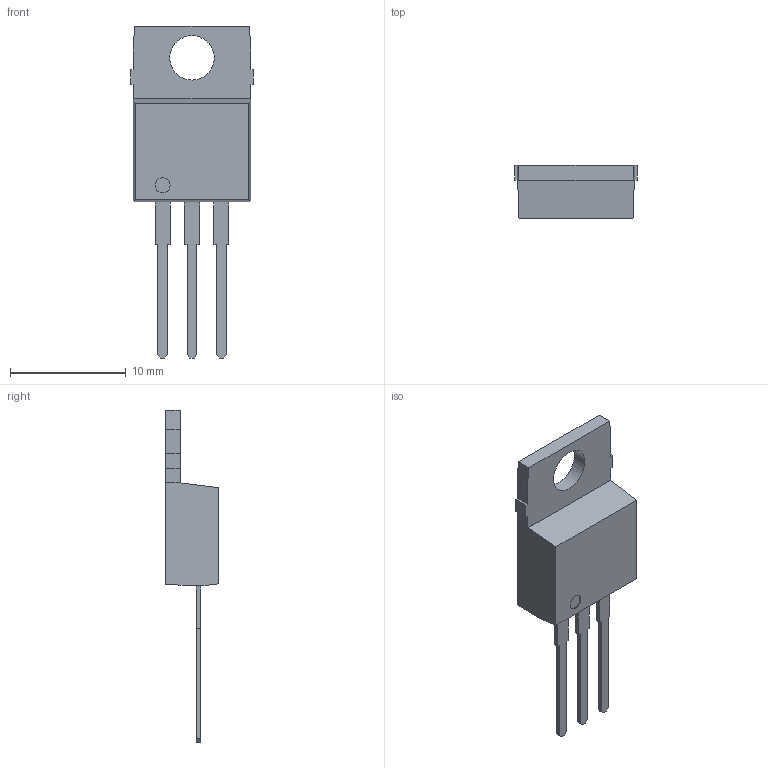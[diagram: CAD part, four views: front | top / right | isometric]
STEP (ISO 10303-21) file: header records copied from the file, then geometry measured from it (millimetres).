
FILE_DESCRIPTION((''),'2;1');
FILE_NAME('NEB0003F_ASM','2017-12-14T13:14:02',('a0412086'),(''),'CREO PARAMETRIC BY PTC INC, 2017260','CREO PARAMETRIC BY PTC INC, 2017260','');
FILE_SCHEMA(('AUTOMOTIVE_DESIGN { 1 0 10303 214 1 1 1 1 }'));
Length unit declared in the file: millimetre
Products named in the file (4): BODY-TO-220; LEAD-TO220; HEATSINK-TO-220; NEB0003F_ASM
Assembly tree (5 placements, depth 2):
  NEB0003F_ASM
    BODY-TO-220
    LEAD-TO220  x3
    HEATSINK-TO-220
Bounding box: 10.59 x 4.57 x 28.66 mm (x, y, z)
Volume: 477.9 mm3; surface area: 749 mm2
Topology: 5 solids, 5 shells, 83 faces, 214 edges, 142 vertices
Faces by surface type: plane 79, cylinder 4
Entity records: 2721 total; most frequent: CARTESIAN_POINT 372, DIRECTION 350, ORIENTED_EDGE 308, PRESENTATION_STYLE_ASSIGNMENT 157, STYLED_ITEM 157, CURVE_STYLE 154, EDGE_CURVE 154, VECTOR 146
